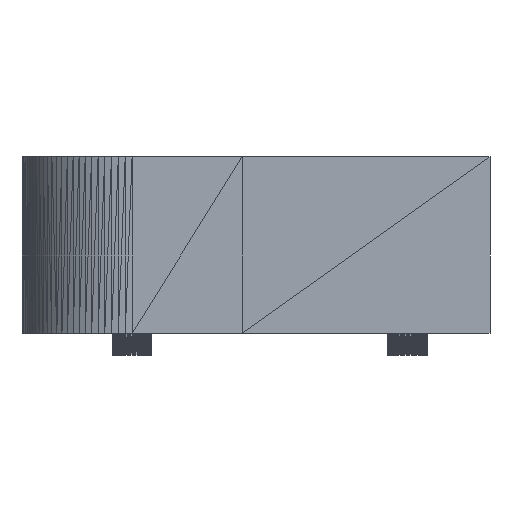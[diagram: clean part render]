
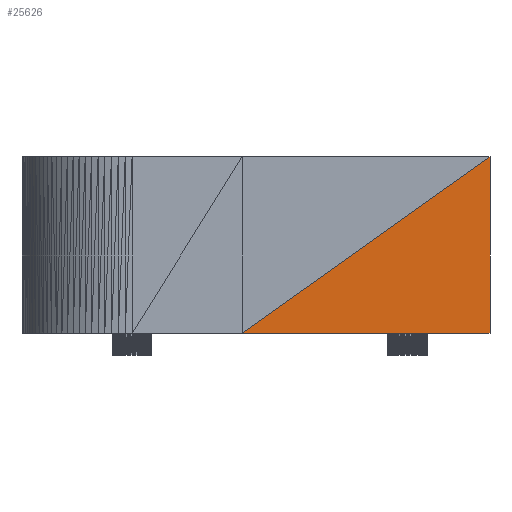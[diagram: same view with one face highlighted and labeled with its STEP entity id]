
A CAD part, front view. The second image highlights one B-rep face of the part: STEP entity #25626.
In plain terms, the highlighted planar face has unit normal (0, -1, 0).
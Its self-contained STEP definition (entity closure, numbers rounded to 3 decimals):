
#1132 = VERTEX_POINT('',#1133);
#1133 = CARTESIAN_POINT('',(16.25,15.,0.));
#1854 = VERTEX_POINT('',#1855);
#1855 = CARTESIAN_POINT('',(5.,15.,0.));
#1862 = EDGE_CURVE('',#1132,#1854,#1863,.T.);
#1863 = LINE('',#1864,#1865);
#1864 = CARTESIAN_POINT('',(16.25,15.,0.));
#1865 = VECTOR('',#1866,1.);
#1866 = DIRECTION('',(-1.,0.,0.));
#3286 = VERTEX_POINT('',#3287);
#3287 = CARTESIAN_POINT('',(16.25,15.,8.));
#25572 = EDGE_CURVE('',#3286,#1132,#25573,.T.);
#25573 = LINE('',#25574,#25575);
#25574 = CARTESIAN_POINT('',(16.25,15.,8.));
#25575 = VECTOR('',#25576,1.);
#25576 = DIRECTION('',(0.,0.,-1.));
#25614 = EDGE_CURVE('',#1854,#3286,#25615,.T.);
#25615 = LINE('',#25616,#25617);
#25616 = CARTESIAN_POINT('',(5.,15.,0.));
#25617 = VECTOR('',#25618,1.);
#25618 = DIRECTION('',(0.815,0.,0.58));
#25626 = ADVANCED_FACE('',(#25627),#25632,.T.);
#25627 = FACE_BOUND('',#25628,.T.);
#25628 = EDGE_LOOP('',(#25629,#25630,#25631));
#25629 = ORIENTED_EDGE('',*,*,#25614,.F.);
#25630 = ORIENTED_EDGE('',*,*,#1862,.F.);
#25631 = ORIENTED_EDGE('',*,*,#25572,.F.);
#25632 = PLANE('',#25633);
#25633 = AXIS2_PLACEMENT_3D('',#25634,#25635,#25636);
#25634 = CARTESIAN_POINT('',(11.986,15.,2.639));
#25635 = DIRECTION('',(0.,-1.,0.));
#25636 = DIRECTION('',(-1.,0.,0.));
